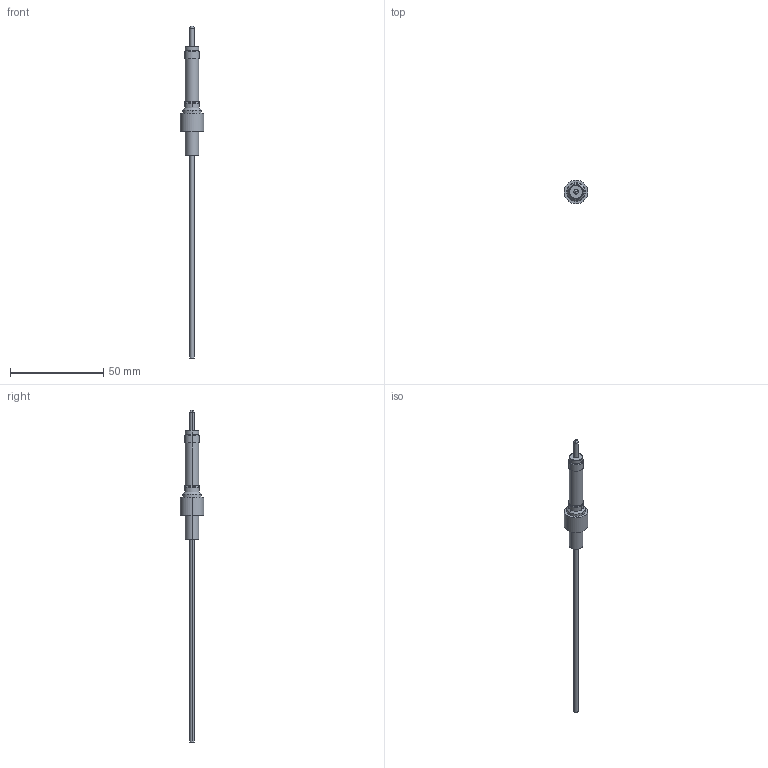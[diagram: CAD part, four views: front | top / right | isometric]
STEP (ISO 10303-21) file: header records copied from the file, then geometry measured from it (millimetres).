
FILE_DESCRIPTION (( 'STEP AP203' ), '1' );
FILE_NAME ('A7501-1-W.STEP', '2013-06-18T10:55:24', ( '' ), ( '' ), 'SwSTEP 2.0', 'SolidWorks 2012', '' );
FILE_SCHEMA (( 'CONFIG_CONTROL_DESIGN' ));
Length unit declared in the file: inch
Products named in the file (1): A7501-1-W
Bounding box: 12.57 x 12.57 x 177.8 mm (x, y, z)
Volume: 3199.2 mm3; surface area: 4411.6 mm2
Topology: 1 solids, 1 shells, 64 faces, 138 edges, 86 vertices
Faces by surface type: cylinder 30, cone 18, plane 12, bspline 4
Entity records: 1887 total; most frequent: CARTESIAN_POINT 361, DIRECTION 342, ORIENTED_EDGE 276, AXIS2_PLACEMENT_3D 147, EDGE_CURVE 138, VERTEX_POINT 86, CIRCLE 86, EDGE_LOOP 74
